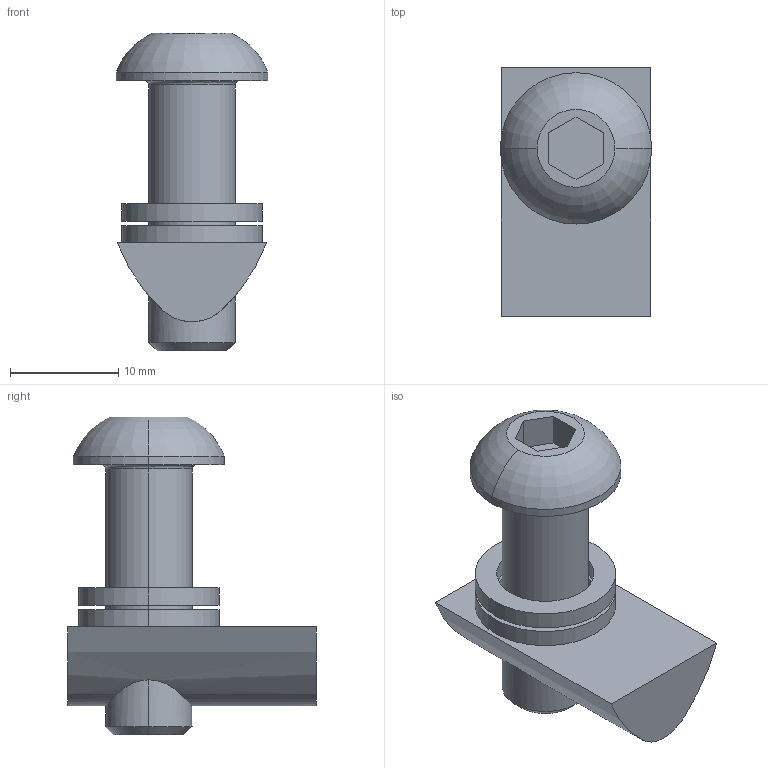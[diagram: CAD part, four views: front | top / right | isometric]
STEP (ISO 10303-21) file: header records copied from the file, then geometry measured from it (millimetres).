
FILE_DESCRIPTION (( 'STEP AP203' ), '1' );
FILE_NAME ('284615602_c_1.STEP', '2023-03-15T05:13:59', ( '' ), ( '' ), 'SwSTEP 2.0', 'SolidWorks 2014', '' );
FILE_SCHEMA (( 'CONFIG_CONTROL_DESIGN' ));
Length unit declared in the file: millimetre
Products named in the file (1): 284615602_c_1
Bounding box: 14 x 23 x 29.4 mm (x, y, z)
Volume: 3152.4 mm3; surface area: 2108.6 mm2
Topology: 2 solids, 2 shells, 41 faces, 90 edges, 58 vertices
Faces by surface type: cylinder 18, plane 17, bspline 2, torus 2, cone 2
Entity records: 1441 total; most frequent: CARTESIAN_POINT 448, DIRECTION 198, ORIENTED_EDGE 180, EDGE_CURVE 90, AXIS2_PLACEMENT_3D 78, VERTEX_POINT 58, EDGE_LOOP 48, LINE 42
